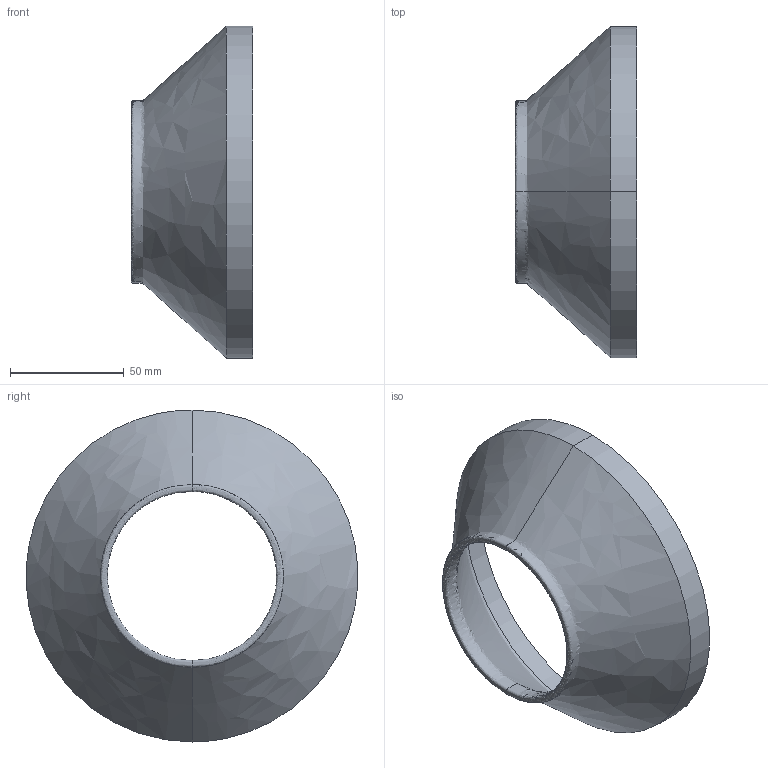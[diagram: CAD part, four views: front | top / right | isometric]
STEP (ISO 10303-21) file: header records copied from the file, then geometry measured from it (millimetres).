
FILE_DESCRIPTION(/* description */ (''),/* implementation_level */ '2;1');
FILE_NAME(/* name */ '4 - Impeller Shroud',/* time_stamp */ '2024-01-12T11:39:04-06:00',/* author */ (''),/* organization */ (''),/* preprocessor_version */ 'ST-DEVELOPER v16.5',/* originating_system */ 'Rhino 7.34',/* authorisation */ '');
FILE_SCHEMA (('CONFIG_CONTROL_DESIGN'));
Length unit declared in the file: inch
Products named in the file (1): Document
Bounding box: 53.42 x 145.5 x 145.8 mm (x, y, z)
Volume: 76441.5 mm3; surface area: 47570.1 mm2
Topology: 1 solids, 1 shells, 8 faces, 16 edges, 8 vertices
Faces by surface type: cylinder 4, bspline 2, plane 2
Entity records: 522 total; most frequent: CARTESIAN_POINT 330, ORIENTED_EDGE 32, EDGE_CURVE 16, DIRECTION 10, ADVANCED_FACE 8, FACE_OUTER_BOUND 8, EDGE_LOOP 8, VERTEX_POINT 8
